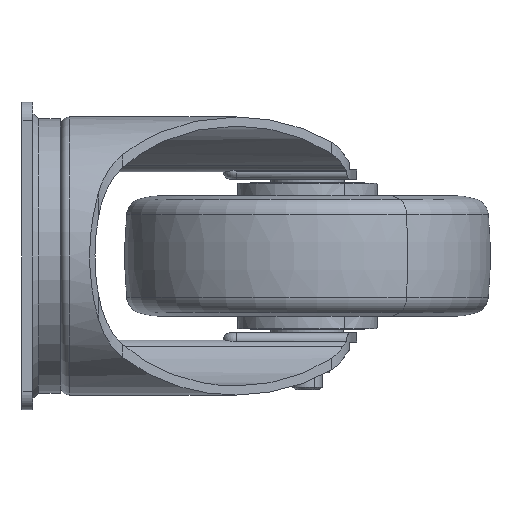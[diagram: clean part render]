
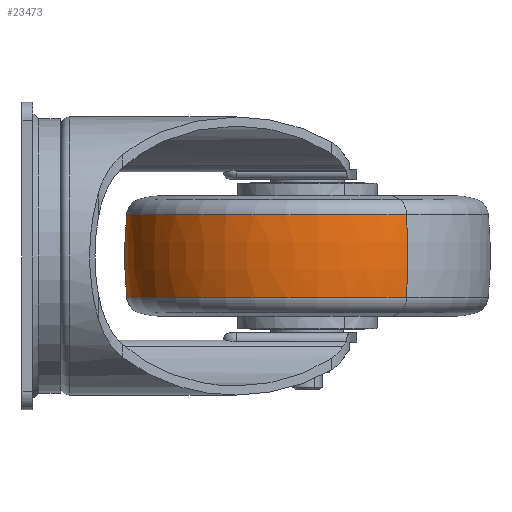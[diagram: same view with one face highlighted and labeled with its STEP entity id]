
A CAD part, left-side view. The second image highlights one B-rep face of the part: STEP entity #23473.
In plain terms, the highlighted toroidal (fillet/blend) face has major radius 75 mm and minor radius 125 mm.
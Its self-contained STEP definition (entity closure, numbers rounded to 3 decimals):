
#416 = CARTESIAN_POINT ( 'NONE',  ( -0.93, -105.075, -11.255 ) ) ;
#1487 = CARTESIAN_POINT ( 'NONE',  ( 40.5, -78., -11.255 ) ) ;
#1869 = ORIENTED_EDGE ( 'NONE', *, *, #17148, .F. ) ;
#1937 = CARTESIAN_POINT ( 'NONE',  ( 103.282, -36.97, 0. ) ) ;
#2904 = AXIS2_PLACEMENT_3D ( 'NONE', #1487, #19822, #8423 ) ;
#3288 = DIRECTION ( 'NONE',  ( -0.837, -0.547, 0. ) ) ;
#4865 = ORIENTED_EDGE ( 'NONE', *, *, #12489, .F. ) ;
#6998 = DIRECTION ( 'NONE',  ( 0., 0., 1. ) ) ;
#7714 = VERTEX_POINT ( 'NONE', #19970 ) ;
#8266 = ORIENTED_EDGE ( 'NONE', *, *, #23469, .T. ) ;
#8423 = DIRECTION ( 'NONE',  ( -0.837, -0.547, 0. ) ) ;
#8838 = DIRECTION ( 'NONE',  ( -0.837, -0.547, 0. ) ) ;
#11397 = AXIS2_PLACEMENT_3D ( 'NONE', #23908, #14409, #3288 ) ;
#11739 = EDGE_CURVE ( 'NONE', #16022, #15799, #28294, .T. ) ;
#12489 = EDGE_CURVE ( 'NONE', #14882, #7714, #28890, .T. ) ;
#12764 = EDGE_LOOP ( 'NONE', ( #4865, #8266, #14202, #1869 ) ) ;
#13078 = CARTESIAN_POINT ( 'NONE',  ( -0.93, -105.075, 11.255 ) ) ;
#14202 = ORIENTED_EDGE ( 'NONE', *, *, #11739, .T. ) ;
#14409 = DIRECTION ( 'NONE',  ( 0.547, -0.837, 0. ) ) ;
#14882 = VERTEX_POINT ( 'NONE', #15700 ) ;
#15494 = DIRECTION ( 'NONE',  ( -0.547, 0.837, 0. ) ) ;
#15700 = CARTESIAN_POINT ( 'NONE',  ( 81.93, -50.925, -11.255 ) ) ;
#15799 = VERTEX_POINT ( 'NONE', #13078 ) ;
#16022 = VERTEX_POINT ( 'NONE', #416 ) ;
#17098 = AXIS2_PLACEMENT_3D ( 'NONE', #1937, #15494, #20816 ) ;
#17148 = EDGE_CURVE ( 'NONE', #7714, #15799, #18623, .T. ) ;
#18254 = AXIS2_PLACEMENT_3D ( 'NONE', #26718, #29059, #8838 ) ;
#18623 = CIRCLE ( 'NONE', #19869, 49.492 ) ;
#19822 = DIRECTION ( 'NONE',  ( 0., 0., 1. ) ) ;
#19869 = AXIS2_PLACEMENT_3D ( 'NONE', #25480, #6998, #20787 ) ;
#19970 = CARTESIAN_POINT ( 'NONE',  ( 81.93, -50.925, 11.255 ) ) ;
#20787 = DIRECTION ( 'NONE',  ( -0.837, -0.547, 0. ) ) ;
#20816 = DIRECTION ( 'NONE',  ( 0.837, 0.547, 0. ) ) ;
#23469 = EDGE_CURVE ( 'NONE', #14882, #16022, #24946, .T. ) ;
#23473 = ADVANCED_FACE ( 'NONE', ( #29613 ), #26352, .T. ) ;
#23908 = CARTESIAN_POINT ( 'NONE',  ( -22.282, -119.03, 0. ) ) ;
#24946 = CIRCLE ( 'NONE', #2904, 49.492 ) ;
#25480 = CARTESIAN_POINT ( 'NONE',  ( 40.5, -78., 11.255 ) ) ;
#26352 = TOROIDAL_SURFACE ( 'NONE', #18254, -75., 125. ) ;
#26718 = CARTESIAN_POINT ( 'NONE',  ( 40.5, -78., 0. ) ) ;
#28294 = CIRCLE ( 'NONE', #17098, 125. ) ;
#28890 = CIRCLE ( 'NONE', #11397, 125. ) ;
#29059 = DIRECTION ( 'NONE',  ( 0., 0., 1. ) ) ;
#29613 = FACE_OUTER_BOUND ( 'NONE', #12764, .T. ) ;
